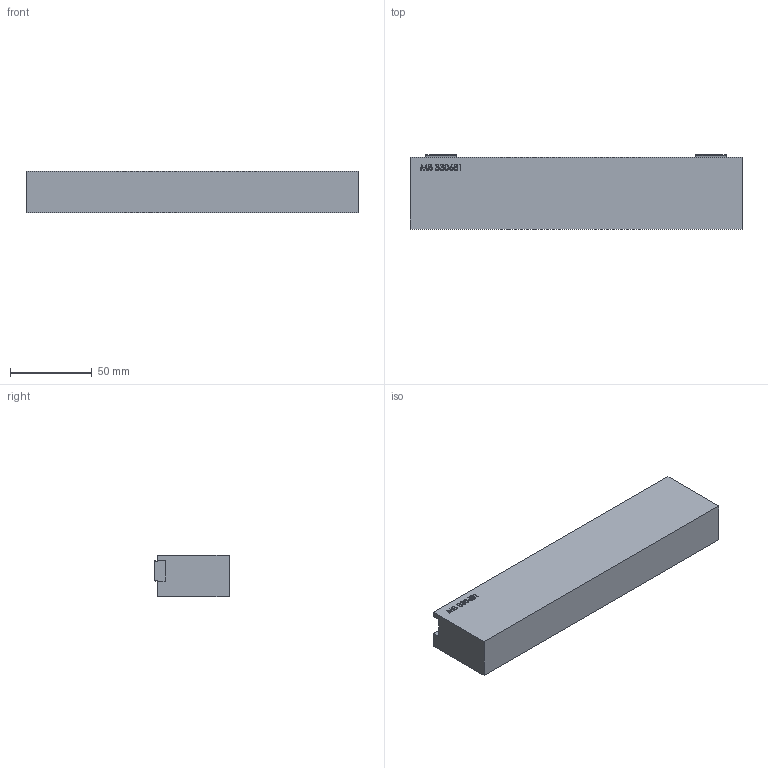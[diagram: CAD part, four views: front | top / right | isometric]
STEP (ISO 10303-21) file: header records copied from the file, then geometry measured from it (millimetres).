
FILE_DESCRIPTION (( 'STEP AP214' ), '1' );
FILE_NAME ('33068.STEP', '2016-10-18T19:49:57', ( 'Mike W' ), ( '' ), 'SwSTEP 2.0', 'SolidWorks 2016', '' );
FILE_SCHEMA (( 'AUTOMOTIVE_DESIGN' ));
Length unit declared in the file: inch
Products named in the file (5): 33050_33050; M58MM LHCS_M58MM LHCS; 320501_320501; 330681_330681; 33068
Assembly tree (5 placements, depth 3):
  33068
    330681_330681
    33050_33050  x2
      320501_320501
      M58MM LHCS_M58MM LHCS
Bounding box: 203.2 x 45.47 x 25.4 mm (x, y, z)
Volume: 213334.2 mm3; surface area: 38960.9 mm2
Topology: 5 solids, 5 shells, 399 faces, 1011 edges, 625 vertices
Faces by surface type: cylinder 130, plane 127, bspline 78, cone 64
Entity records: 15064 total; most frequent: CARTESIAN_POINT 7971, ORIENTED_EDGE 1472, DIRECTION 1091, EDGE_CURVE 736, VERTEX_POINT 474, LINE 397, VECTOR 397, AXIS2_PLACEMENT_3D 347
